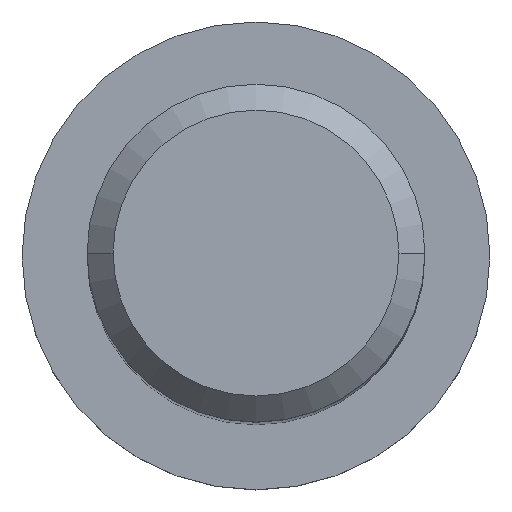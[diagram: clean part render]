
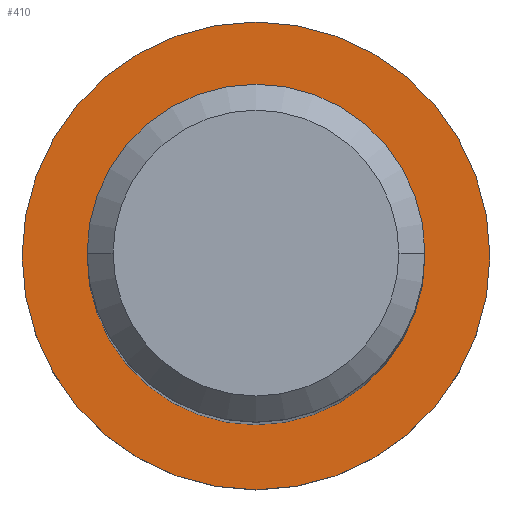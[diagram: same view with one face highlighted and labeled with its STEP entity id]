
A CAD part, top view. The second image highlights one B-rep face of the part: STEP entity #410.
In plain terms, the highlighted planar face has unit normal (0, 0, 1).
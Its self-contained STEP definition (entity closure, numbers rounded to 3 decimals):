
#6 = CARTESIAN_POINT ( 'NONE',  ( 6., 0., 4. ) ) ;
#22 = CARTESIAN_POINT ( 'NONE',  ( 9., 0., 4. ) ) ;
#25 = VERTEX_POINT ( 'NONE', #578 ) ;
#30 = DIRECTION ( 'NONE',  ( 0., 0., 1. ) ) ;
#31 = EDGE_CURVE ( 'NONE', #521, #25, #497, .T. ) ;
#32 = CARTESIAN_POINT ( 'NONE',  ( 0., 0., 4. ) ) ;
#47 = AXIS2_PLACEMENT_3D ( 'NONE', #245, #526, #115 ) ;
#51 = EDGE_CURVE ( 'NONE', #244, #432, #278, .T. ) ;
#63 = CARTESIAN_POINT ( 'NONE',  ( 0., 0., 4. ) ) ;
#88 = CARTESIAN_POINT ( 'NONE',  ( 0., 0., 4. ) ) ;
#115 = DIRECTION ( 'NONE',  ( 1., 0., 0. ) ) ;
#125 = DIRECTION ( 'NONE',  ( 1., 0., 0. ) ) ;
#131 = FACE_OUTER_BOUND ( 'NONE', #519, .T. ) ;
#178 = DIRECTION ( 'NONE',  ( 0., 0., 1. ) ) ;
#200 = ORIENTED_EDGE ( 'NONE', *, *, #51, .F. ) ;
#201 = DIRECTION ( 'NONE',  ( 1., 0., 0. ) ) ;
#204 = ORIENTED_EDGE ( 'NONE', *, *, #269, .F. ) ;
#220 = CARTESIAN_POINT ( 'NONE',  ( -6., 0., 4. ) ) ;
#221 = DIRECTION ( 'NONE',  ( 0., 0., 1. ) ) ;
#244 = VERTEX_POINT ( 'NONE', #6 ) ;
#245 = CARTESIAN_POINT ( 'NONE',  ( 0., 0., 4. ) ) ;
#257 = EDGE_LOOP ( 'NONE', ( #204, #200 ) ) ;
#269 = EDGE_CURVE ( 'NONE', #432, #244, #430, .T. ) ;
#278 = CIRCLE ( 'NONE', #479, 6. ) ;
#292 = FACE_BOUND ( 'NONE', #257, .T. ) ;
#302 = CARTESIAN_POINT ( 'NONE',  ( 0., 0., 4. ) ) ;
#303 = AXIS2_PLACEMENT_3D ( 'NONE', #32, #221, #125 ) ;
#307 = DIRECTION ( 'NONE',  ( 1., 0., 0. ) ) ;
#369 = AXIS2_PLACEMENT_3D ( 'NONE', #302, #30, #201 ) ;
#376 = CIRCLE ( 'NONE', #559, 9. ) ;
#400 = DIRECTION ( 'NONE',  ( 0., 0., 1. ) ) ;
#410 = ADVANCED_FACE ( 'NONE', ( #131, #292 ), #451, .T. ) ;
#419 = EDGE_CURVE ( 'NONE', #25, #521, #376, .T. ) ;
#430 = CIRCLE ( 'NONE', #47, 6. ) ;
#432 = VERTEX_POINT ( 'NONE', #220 ) ;
#451 = PLANE ( 'NONE',  #369 ) ;
#468 = ORIENTED_EDGE ( 'NONE', *, *, #31, .T. ) ;
#479 = AXIS2_PLACEMENT_3D ( 'NONE', #88, #178, #307 ) ;
#486 = ORIENTED_EDGE ( 'NONE', *, *, #419, .T. ) ;
#497 = CIRCLE ( 'NONE', #303, 9. ) ;
#519 = EDGE_LOOP ( 'NONE', ( #486, #468 ) ) ;
#521 = VERTEX_POINT ( 'NONE', #22 ) ;
#526 = DIRECTION ( 'NONE',  ( 0., 0., 1. ) ) ;
#559 = AXIS2_PLACEMENT_3D ( 'NONE', #63, #400, #575 ) ;
#575 = DIRECTION ( 'NONE',  ( 1., 0., 0. ) ) ;
#578 = CARTESIAN_POINT ( 'NONE',  ( -9., 0., 4. ) ) ;
